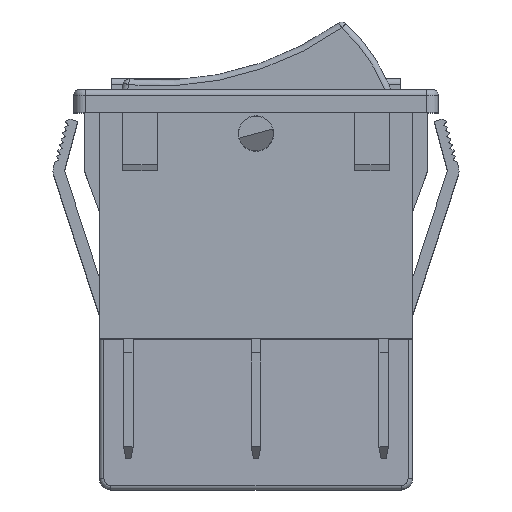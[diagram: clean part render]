
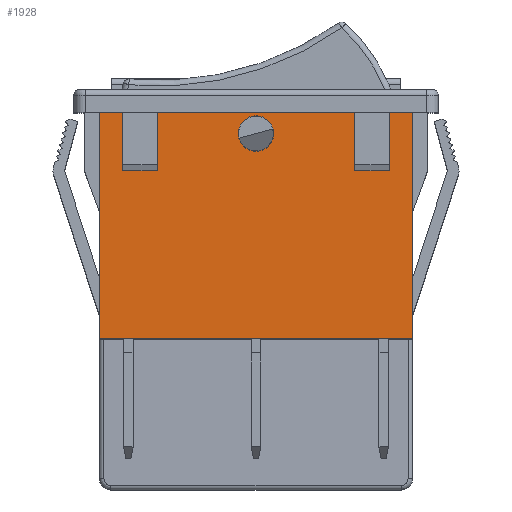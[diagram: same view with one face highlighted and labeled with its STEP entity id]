
A CAD part, top view. The second image highlights one B-rep face of the part: STEP entity #1928.
In plain terms, the highlighted planar face has unit normal (0, 0, 1).
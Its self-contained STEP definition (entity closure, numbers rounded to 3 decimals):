
#12 = CARTESIAN_POINT ( 'NONE',  ( 13.5, 3.8, 18.45 ) ) ;
#15 = ORIENTED_EDGE ( 'NONE', *, *, #7133, .F. ) ;
#87 = VERTEX_POINT ( 'NONE', #13387 ) ;
#102 = CARTESIAN_POINT ( 'NONE',  ( -17.5, -3.2, 18.45 ) ) ;
#259 = EDGE_CURVE ( 'NONE', #87, #11686, #12019, .T. ) ;
#601 = EDGE_CURVE ( 'NONE', #2551, #2551, #12177, .T. ) ;
#691 = VECTOR ( 'NONE', #12110, 1000. ) ;
#951 = LINE ( 'NONE', #11521, #5348 ) ;
#1036 = VECTOR ( 'NONE', #2344, 1000. ) ;
#1101 = VERTEX_POINT ( 'NONE', #1113 ) ;
#1113 = CARTESIAN_POINT ( 'NONE',  ( -13.5, -17.7, 18.45 ) ) ;
#1162 = DIRECTION ( 'NONE',  ( 0., -1., 0. ) ) ;
#1347 = VERTEX_POINT ( 'NONE', #1666 ) ;
#1348 = ORIENTED_EDGE ( 'NONE', *, *, #9822, .T. ) ;
#1430 = CARTESIAN_POINT ( 'NONE',  ( -8.5, 0., 18.45 ) ) ;
#1606 = CARTESIAN_POINT ( 'NONE',  ( -13.5, 1.8, 18.45 ) ) ;
#1646 = CARTESIAN_POINT ( 'NONE',  ( 11.5, -3.2, 18.45 ) ) ;
#1666 = CARTESIAN_POINT ( 'NONE',  ( 13.5, -17.7, 18.45 ) ) ;
#1928 = ADVANCED_FACE ( 'NONE', ( #13040, #13714 ), #9000, .T. ) ;
#2056 = ORIENTED_EDGE ( 'NONE', *, *, #4998, .T. ) ;
#2140 = CARTESIAN_POINT ( 'NONE',  ( 1.525, 0., 18.45 ) ) ;
#2216 = DIRECTION ( 'NONE',  ( 1., 0., 0. ) ) ;
#2344 = DIRECTION ( 'NONE',  ( 0., -1., 0. ) ) ;
#2551 = VERTEX_POINT ( 'NONE', #2140 ) ;
#2917 = EDGE_CURVE ( 'NONE', #87, #10519, #6484, .T. ) ;
#3004 = CARTESIAN_POINT ( 'NONE',  ( 8.5, -3.2, 18.45 ) ) ;
#3150 = AXIS2_PLACEMENT_3D ( 'NONE', #5724, #13417, #6843 ) ;
#3254 = LINE ( 'NONE', #4314, #4250 ) ;
#3432 = VECTOR ( 'NONE', #13380, 1000. ) ;
#3580 = ORIENTED_EDGE ( 'NONE', *, *, #12142, .T. ) ;
#3630 = DIRECTION ( 'NONE',  ( -1., 0., 0. ) ) ;
#3634 = LINE ( 'NONE', #8829, #12739 ) ;
#3910 = CARTESIAN_POINT ( 'NONE',  ( -8.5, -3.2, 18.45 ) ) ;
#3962 = CARTESIAN_POINT ( 'NONE',  ( 8.5, 1.8, 18.45 ) ) ;
#4085 = EDGE_CURVE ( 'NONE', #6674, #13686, #5576, .T. ) ;
#4250 = VECTOR ( 'NONE', #8825, 1000. ) ;
#4286 = VERTEX_POINT ( 'NONE', #11563 ) ;
#4314 = CARTESIAN_POINT ( 'NONE',  ( 11.5, 1.8, 18.45 ) ) ;
#4495 = ORIENTED_EDGE ( 'NONE', *, *, #6398, .T. ) ;
#4752 = ORIENTED_EDGE ( 'NONE', *, *, #601, .F. ) ;
#4875 = DIRECTION ( 'NONE',  ( -1., 0., 0. ) ) ;
#4998 = EDGE_CURVE ( 'NONE', #1101, #1347, #5828, .T. ) ;
#5209 = AXIS2_PLACEMENT_3D ( 'NONE', #9041, #5827, #12450 ) ;
#5303 = CARTESIAN_POINT ( 'NONE',  ( -13.5, -17.7, 18.45 ) ) ;
#5348 = VECTOR ( 'NONE', #4875, 1000. ) ;
#5576 = LINE ( 'NONE', #6405, #7662 ) ;
#5724 = CARTESIAN_POINT ( 'NONE',  ( 0., 0., 18.45 ) ) ;
#5735 = CARTESIAN_POINT ( 'NONE',  ( 0., 1.8, 18.45 ) ) ;
#5767 = EDGE_CURVE ( 'NONE', #12554, #13928, #3254, .T. ) ;
#5827 = DIRECTION ( 'NONE',  ( 0., 0., 1. ) ) ;
#5828 = LINE ( 'NONE', #5303, #7035 ) ;
#6126 = VECTOR ( 'NONE', #3630, 1000. ) ;
#6398 = EDGE_CURVE ( 'NONE', #6674, #12271, #6474, .T. ) ;
#6405 = CARTESIAN_POINT ( 'NONE',  ( 8.5, 1.8, 18.45 ) ) ;
#6474 = LINE ( 'NONE', #6790, #6126 ) ;
#6484 = LINE ( 'NONE', #102, #691 ) ;
#6674 = VERTEX_POINT ( 'NONE', #3962 ) ;
#6790 = CARTESIAN_POINT ( 'NONE',  ( 0., 1.8, 18.45 ) ) ;
#6843 = DIRECTION ( 'NONE',  ( 1., 0., 0. ) ) ;
#6912 = CARTESIAN_POINT ( 'NONE',  ( -11.5, 1.8, 18.45 ) ) ;
#7035 = VECTOR ( 'NONE', #2216, 1000. ) ;
#7133 = EDGE_CURVE ( 'NONE', #4286, #1347, #13810, .T. ) ;
#7438 = CARTESIAN_POINT ( 'NONE',  ( -11.5, 0., 18.45 ) ) ;
#7509 = DIRECTION ( 'NONE',  ( 0., -1., 0. ) ) ;
#7519 = ORIENTED_EDGE ( 'NONE', *, *, #9310, .T. ) ;
#7662 = VECTOR ( 'NONE', #7509, 1000. ) ;
#7780 = DIRECTION ( 'NONE',  ( -1., 0., 0. ) ) ;
#8086 = ORIENTED_EDGE ( 'NONE', *, *, #5767, .F. ) ;
#8162 = VECTOR ( 'NONE', #1162, 1000. ) ;
#8423 = VERTEX_POINT ( 'NONE', #1606 ) ;
#8429 = CARTESIAN_POINT ( 'NONE',  ( -8.5, 1.8, 18.45 ) ) ;
#8479 = DIRECTION ( 'NONE',  ( 0., 1., 0. ) ) ;
#8506 = ORIENTED_EDGE ( 'NONE', *, *, #13434, .T. ) ;
#8761 = ORIENTED_EDGE ( 'NONE', *, *, #259, .T. ) ;
#8825 = DIRECTION ( 'NONE',  ( 0., 1., 0. ) ) ;
#8829 = CARTESIAN_POINT ( 'NONE',  ( 0., 1.8, 18.45 ) ) ;
#9000 = PLANE ( 'NONE',  #3150 ) ;
#9041 = CARTESIAN_POINT ( 'NONE',  ( 0., 0., 18.45 ) ) ;
#9133 = EDGE_LOOP ( 'NONE', ( #8086, #1348, #12294, #4495, #8506, #13441, #8761, #7519, #9441, #2056, #15, #3580 ) ) ;
#9156 = DIRECTION ( 'NONE',  ( 0., -1., 0. ) ) ;
#9310 = EDGE_CURVE ( 'NONE', #11686, #8423, #3634, .T. ) ;
#9441 = ORIENTED_EDGE ( 'NONE', *, *, #11689, .T. ) ;
#9822 = EDGE_CURVE ( 'NONE', #12554, #13686, #951, .T. ) ;
#10459 = LINE ( 'NONE', #5735, #3432 ) ;
#10519 = VERTEX_POINT ( 'NONE', #3910 ) ;
#10824 = LINE ( 'NONE', #13615, #11322 ) ;
#10939 = EDGE_LOOP ( 'NONE', ( #4752 ) ) ;
#11076 = CARTESIAN_POINT ( 'NONE',  ( 11.5, 1.8, 18.45 ) ) ;
#11322 = VECTOR ( 'NONE', #9156, 1000. ) ;
#11521 = CARTESIAN_POINT ( 'NONE',  ( 17.5, -3.2, 18.45 ) ) ;
#11563 = CARTESIAN_POINT ( 'NONE',  ( 13.5, 1.8, 18.45 ) ) ;
#11686 = VERTEX_POINT ( 'NONE', #6912 ) ;
#11689 = EDGE_CURVE ( 'NONE', #8423, #1101, #10824, .T. ) ;
#11831 = LINE ( 'NONE', #1430, #1036 ) ;
#12019 = LINE ( 'NONE', #7438, #13885 ) ;
#12110 = DIRECTION ( 'NONE',  ( 1., 0., 0. ) ) ;
#12142 = EDGE_CURVE ( 'NONE', #4286, #13928, #10459, .T. ) ;
#12177 = CIRCLE ( 'NONE', #5209, 1.525 ) ;
#12271 = VERTEX_POINT ( 'NONE', #8429 ) ;
#12294 = ORIENTED_EDGE ( 'NONE', *, *, #4085, .F. ) ;
#12450 = DIRECTION ( 'NONE',  ( 1., 0., 0. ) ) ;
#12554 = VERTEX_POINT ( 'NONE', #1646 ) ;
#12739 = VECTOR ( 'NONE', #7780, 1000. ) ;
#13040 = FACE_BOUND ( 'NONE', #10939, .T. ) ;
#13380 = DIRECTION ( 'NONE',  ( -1., 0., 0. ) ) ;
#13387 = CARTESIAN_POINT ( 'NONE',  ( -11.5, -3.2, 18.45 ) ) ;
#13417 = DIRECTION ( 'NONE',  ( 0., 0., 1. ) ) ;
#13434 = EDGE_CURVE ( 'NONE', #12271, #10519, #11831, .T. ) ;
#13441 = ORIENTED_EDGE ( 'NONE', *, *, #2917, .F. ) ;
#13615 = CARTESIAN_POINT ( 'NONE',  ( -13.5, 3.8, 18.45 ) ) ;
#13686 = VERTEX_POINT ( 'NONE', #3004 ) ;
#13714 = FACE_OUTER_BOUND ( 'NONE', #9133, .T. ) ;
#13810 = LINE ( 'NONE', #12, #8162 ) ;
#13885 = VECTOR ( 'NONE', #8479, 1000. ) ;
#13928 = VERTEX_POINT ( 'NONE', #11076 ) ;
